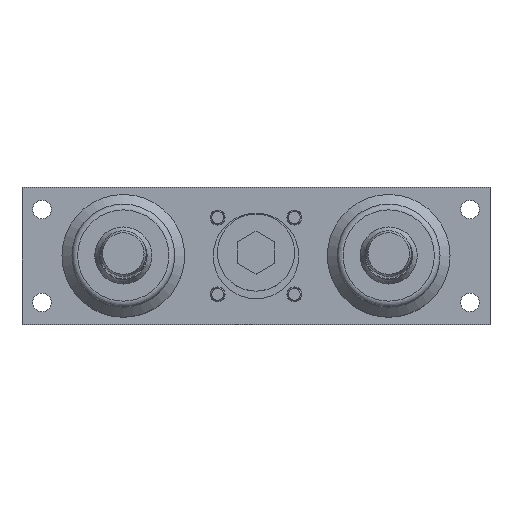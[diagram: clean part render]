
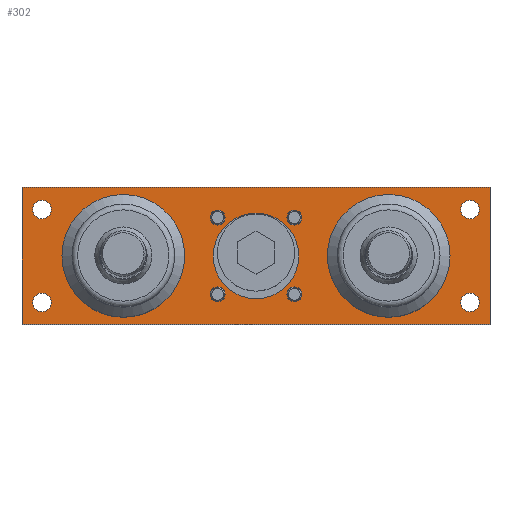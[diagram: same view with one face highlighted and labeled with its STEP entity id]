
A CAD part, top view. The second image highlights one B-rep face of the part: STEP entity #302.
In plain terms, the highlighted planar face has unit normal (0, 0, 1).
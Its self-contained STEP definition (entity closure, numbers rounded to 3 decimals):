
#302 = ADVANCED_FACE( '', ( #840, #841, #842, #843, #844, #845, #846, #847, #848, #849, #850, #851 ), #852, .F. );
#840 = FACE_BOUND( '', #1813, .T. );
#841 = FACE_OUTER_BOUND( '', #1814, .T. );
#842 = FACE_BOUND( '', #1815, .T. );
#843 = FACE_BOUND( '', #1816, .T. );
#844 = FACE_BOUND( '', #1817, .T. );
#845 = FACE_BOUND( '', #1818, .T. );
#846 = FACE_BOUND( '', #1819, .T. );
#847 = FACE_BOUND( '', #1820, .T. );
#848 = FACE_BOUND( '', #1821, .T. );
#849 = FACE_BOUND( '', #1822, .T. );
#850 = FACE_BOUND( '', #1823, .T. );
#851 = FACE_BOUND( '', #1824, .T. );
#852 = PLANE( '', #1825 );
#1813 = EDGE_LOOP( '', ( #2777 ) );
#1814 = EDGE_LOOP( '', ( #2778, #2779, #2780, #2781 ) );
#1815 = EDGE_LOOP( '', ( #2782 ) );
#1816 = EDGE_LOOP( '', ( #2783 ) );
#1817 = EDGE_LOOP( '', ( #2784 ) );
#1818 = EDGE_LOOP( '', ( #2785 ) );
#1819 = EDGE_LOOP( '', ( #2786 ) );
#1820 = EDGE_LOOP( '', ( #2787 ) );
#1821 = EDGE_LOOP( '', ( #2788 ) );
#1822 = EDGE_LOOP( '', ( #2789 ) );
#1823 = EDGE_LOOP( '', ( #2790 ) );
#1824 = EDGE_LOOP( '', ( #2791 ) );
#1825 = AXIS2_PLACEMENT_3D( '', #2792, #2793, #2794 );
#2777 = ORIENTED_EDGE( '', *, *, #4614, .T. );
#2778 = ORIENTED_EDGE( '', *, *, #4615, .F. );
#2779 = ORIENTED_EDGE( '', *, *, #4616, .F. );
#2780 = ORIENTED_EDGE( '', *, *, #4617, .F. );
#2781 = ORIENTED_EDGE( '', *, *, #4618, .F. );
#2782 = ORIENTED_EDGE( '', *, *, #4619, .T. );
#2783 = ORIENTED_EDGE( '', *, *, #4620, .F. );
#2784 = ORIENTED_EDGE( '', *, *, #4621, .F. );
#2785 = ORIENTED_EDGE( '', *, *, #4622, .T. );
#2786 = ORIENTED_EDGE( '', *, *, #4623, .T. );
#2787 = ORIENTED_EDGE( '', *, *, #4624, .T. );
#2788 = ORIENTED_EDGE( '', *, *, #4625, .T. );
#2789 = ORIENTED_EDGE( '', *, *, #4626, .T. );
#2790 = ORIENTED_EDGE( '', *, *, #4627, .T. );
#2791 = ORIENTED_EDGE( '', *, *, #4628, .F. );
#2792 = CARTESIAN_POINT( '', ( -82., 24., 10.8 ) );
#2793 = DIRECTION( '', ( 0., 0., -1. ) );
#2794 = DIRECTION( '', ( 0., 1., 0. ) );
#4614 = EDGE_CURVE( '', #5295, #5295, #5296, .T. );
#4615 = EDGE_CURVE( '', #5297, #5298, #5299, .T. );
#4616 = EDGE_CURVE( '', #5300, #5297, #5301, .T. );
#4617 = EDGE_CURVE( '', #5302, #5300, #5303, .T. );
#4618 = EDGE_CURVE( '', #5298, #5302, #5304, .T. );
#4619 = EDGE_CURVE( '', #5305, #5305, #5306, .T. );
#4620 = EDGE_CURVE( '', #5307, #5307, #5308, .T. );
#4621 = EDGE_CURVE( '', #5309, #5309, #5310, .T. );
#4622 = EDGE_CURVE( '', #5311, #5311, #5312, .T. );
#4623 = EDGE_CURVE( '', #5313, #5313, #5314, .T. );
#4624 = EDGE_CURVE( '', #5315, #5315, #5316, .T. );
#4625 = EDGE_CURVE( '', #5317, #5317, #5318, .T. );
#4626 = EDGE_CURVE( '', #5319, #5319, #5320, .T. );
#4627 = EDGE_CURVE( '', #5321, #5321, #5322, .T. );
#4628 = EDGE_CURVE( '', #5323, #5323, #5324, .T. );
#5295 = VERTEX_POINT( '', #6289 );
#5296 = CIRCLE( '', #6290, 21.5 );
#5297 = VERTEX_POINT( '', #6291 );
#5298 = VERTEX_POINT( '', #6292 );
#5299 = LINE( '', #6293, #6294 );
#5300 = VERTEX_POINT( '', #6295 );
#5301 = LINE( '', #6296, #6297 );
#5302 = VERTEX_POINT( '', #6298 );
#5303 = LINE( '', #6299, #6300 );
#5304 = LINE( '', #6301, #6302 );
#5305 = VERTEX_POINT( '', #6303 );
#5306 = CIRCLE( '', #6304, 3.25 );
#5307 = VERTEX_POINT( '', #6305 );
#5308 = CIRCLE( '', #6306, 3.25 );
#5309 = VERTEX_POINT( '', #6307 );
#5310 = CIRCLE( '', #6308, 3.25 );
#5311 = VERTEX_POINT( '', #6309 );
#5312 = CIRCLE( '', #6310, 3.25 );
#5313 = VERTEX_POINT( '', #6311 );
#5314 = CIRCLE( '', #6312, 2.6 );
#5315 = VERTEX_POINT( '', #6313 );
#5316 = CIRCLE( '', #6314, 2.6 );
#5317 = VERTEX_POINT( '', #6315 );
#5318 = CIRCLE( '', #6316, 2.6 );
#5319 = VERTEX_POINT( '', #6317 );
#5320 = CIRCLE( '', #6318, 2.6 );
#5321 = VERTEX_POINT( '', #6319 );
#5322 = CIRCLE( '', #6320, 14.98 );
#5323 = VERTEX_POINT( '', #6321 );
#5324 = CIRCLE( '', #6322, 21.5 );
#6289 = CARTESIAN_POINT( '', ( -68., 0., 10.8 ) );
#6290 = AXIS2_PLACEMENT_3D( '', #7958, #7959, #7960 );
#6291 = CARTESIAN_POINT( '', ( -82., -24., 10.8 ) );
#6292 = CARTESIAN_POINT( '', ( -82., 24., 10.8 ) );
#6293 = CARTESIAN_POINT( '', ( -82., -24., 10.8 ) );
#6294 = VECTOR( '', #7961, 1000. );
#6295 = CARTESIAN_POINT( '', ( 82., -24., 10.8 ) );
#6296 = CARTESIAN_POINT( '', ( 82., -24., 10.8 ) );
#6297 = VECTOR( '', #7962, 1000. );
#6298 = CARTESIAN_POINT( '', ( 82., 24., 10.8 ) );
#6299 = CARTESIAN_POINT( '', ( 82., 24., 10.8 ) );
#6300 = VECTOR( '', #7963, 1000. );
#6301 = CARTESIAN_POINT( '', ( -82., 24., 10.8 ) );
#6302 = VECTOR( '', #7964, 1000. );
#6303 = CARTESIAN_POINT( '', ( 78.25, 16.25, 10.8 ) );
#6304 = AXIS2_PLACEMENT_3D( '', #7965, #7966, #7967 );
#6305 = CARTESIAN_POINT( '', ( -78.25, 16.25, 10.8 ) );
#6306 = AXIS2_PLACEMENT_3D( '', #7968, #7969, #7970 );
#6307 = CARTESIAN_POINT( '', ( 78.25, -16.25, 10.8 ) );
#6308 = AXIS2_PLACEMENT_3D( '', #7971, #7972, #7973 );
#6309 = CARTESIAN_POINT( '', ( -78.25, -16.25, 10.8 ) );
#6310 = AXIS2_PLACEMENT_3D( '', #7974, #7975, #7976 );
#6311 = CARTESIAN_POINT( '', ( 16.035, 13.435, 10.8 ) );
#6312 = AXIS2_PLACEMENT_3D( '', #7977, #7978, #7979 );
#6313 = CARTESIAN_POINT( '', ( -13.435, 16.035, 10.8 ) );
#6314 = AXIS2_PLACEMENT_3D( '', #7980, #7981, #7982 );
#6315 = CARTESIAN_POINT( '', ( -16.035, -13.435, 10.8 ) );
#6316 = AXIS2_PLACEMENT_3D( '', #7983, #7984, #7985 );
#6317 = CARTESIAN_POINT( '', ( 13.435, -16.035, 10.8 ) );
#6318 = AXIS2_PLACEMENT_3D( '', #7986, #7987, #7988 );
#6319 = CARTESIAN_POINT( '', ( -14.98, 0., 10.8 ) );
#6320 = AXIS2_PLACEMENT_3D( '', #7989, #7990, #7991 );
#6321 = CARTESIAN_POINT( '', ( 68., 0., 10.8 ) );
#6322 = AXIS2_PLACEMENT_3D( '', #7992, #7993, #7994 );
#7958 = CARTESIAN_POINT( '', ( -46.5, 0., 10.8 ) );
#7959 = DIRECTION( '', ( 0., 0., -1. ) );
#7960 = DIRECTION( '', ( -1., 0., 0. ) );
#7961 = DIRECTION( '', ( 0., 1., 0. ) );
#7962 = DIRECTION( '', ( -1., 0., 0. ) );
#7963 = DIRECTION( '', ( 0., -1., 0. ) );
#7964 = DIRECTION( '', ( 1., 0., 0. ) );
#7965 = CARTESIAN_POINT( '', ( 75., 16.25, 10.8 ) );
#7966 = DIRECTION( '', ( 0., 0., -1. ) );
#7967 = DIRECTION( '', ( 1., 0., 0. ) );
#7968 = CARTESIAN_POINT( '', ( -75., 16.25, 10.8 ) );
#7969 = DIRECTION( '', ( 0., 0., 1. ) );
#7970 = DIRECTION( '', ( -1., 0., 0. ) );
#7971 = CARTESIAN_POINT( '', ( 75., -16.25, 10.8 ) );
#7972 = DIRECTION( '', ( 0., 0., 1. ) );
#7973 = DIRECTION( '', ( 1., 0., 0. ) );
#7974 = CARTESIAN_POINT( '', ( -75., -16.25, 10.8 ) );
#7975 = DIRECTION( '', ( 0., 0., -1. ) );
#7976 = DIRECTION( '', ( -1., 0., 0. ) );
#7977 = CARTESIAN_POINT( '', ( 13.435, 13.435, 10.8 ) );
#7978 = DIRECTION( '', ( 0., 0., -1. ) );
#7979 = DIRECTION( '', ( 1., 0., 0. ) );
#7980 = CARTESIAN_POINT( '', ( -13.435, 13.435, 10.8 ) );
#7981 = DIRECTION( '', ( 0., 0., -1. ) );
#7982 = DIRECTION( '', ( 0., 1., 0. ) );
#7983 = CARTESIAN_POINT( '', ( -13.435, -13.435, 10.8 ) );
#7984 = DIRECTION( '', ( 0., 0., -1. ) );
#7985 = DIRECTION( '', ( -1., 0., 0. ) );
#7986 = CARTESIAN_POINT( '', ( 13.435, -13.435, 10.8 ) );
#7987 = DIRECTION( '', ( 0., 0., -1. ) );
#7988 = DIRECTION( '', ( 0., -1., 0. ) );
#7989 = CARTESIAN_POINT( '', ( 0., 0., 10.8 ) );
#7990 = DIRECTION( '', ( 0., 0., -1. ) );
#7991 = DIRECTION( '', ( -1., 0., 0. ) );
#7992 = CARTESIAN_POINT( '', ( 46.5, 0., 10.8 ) );
#7993 = DIRECTION( '', ( 0., 0., 1. ) );
#7994 = DIRECTION( '', ( 1., 0., 0. ) );
